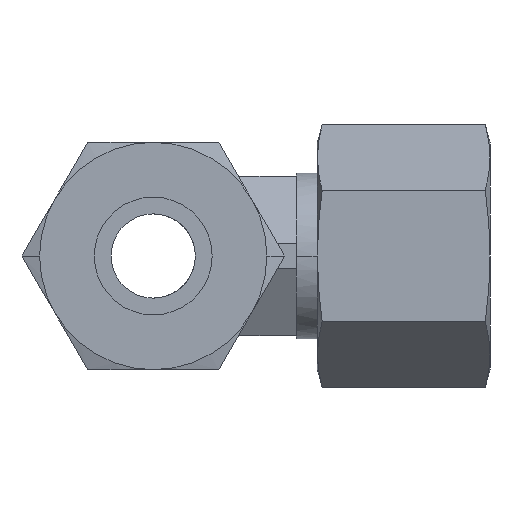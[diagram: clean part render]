
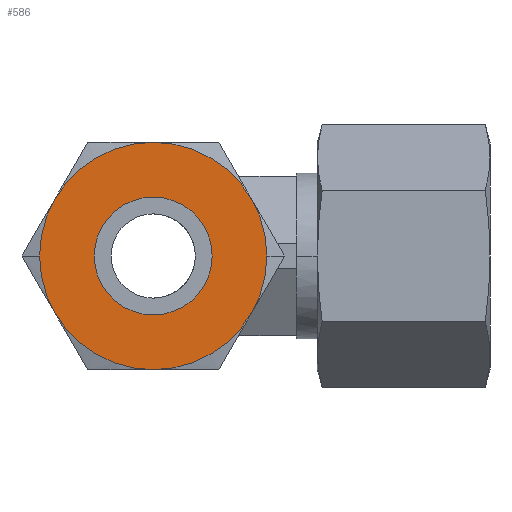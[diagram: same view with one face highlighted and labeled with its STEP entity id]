
A CAD part, left-side view. The second image highlights one B-rep face of the part: STEP entity #586.
In plain terms, the highlighted planar face has unit normal (-1, 0, 0).
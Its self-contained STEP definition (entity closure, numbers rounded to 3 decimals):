
#586 = ADVANCED_FACE( '', ( #1095, #1096 ), #1097, .T. );
#1095 = FACE_OUTER_BOUND( '', #1655, .T. );
#1096 = FACE_BOUND( '', #1656, .T. );
#1097 = PLANE( '', #1657 );
#1655 = EDGE_LOOP( '', ( #3416, #3417, #3418, #3419, #3420, #3421, #3422, #3423 ) );
#1656 = EDGE_LOOP( '', ( #3424, #3425 ) );
#1657 = AXIS2_PLACEMENT_3D( '', #3426, #3427, #3428 );
#3416 = ORIENTED_EDGE( '', *, *, #4257, .F. );
#3417 = ORIENTED_EDGE( '', *, *, #4258, .F. );
#3418 = ORIENTED_EDGE( '', *, *, #4253, .F. );
#3419 = ORIENTED_EDGE( '', *, *, #4254, .F. );
#3420 = ORIENTED_EDGE( '', *, *, #4214, .F. );
#3421 = ORIENTED_EDGE( '', *, *, #4255, .F. );
#3422 = ORIENTED_EDGE( '', *, *, #4256, .F. );
#3423 = ORIENTED_EDGE( '', *, *, #4210, .F. );
#3424 = ORIENTED_EDGE( '', *, *, #4264, .T. );
#3425 = ORIENTED_EDGE( '', *, *, #4194, .T. );
#3426 = CARTESIAN_POINT( '', ( -40., -10.25, 0. ) );
#3427 = DIRECTION( '', ( -1., 0., 0. ) );
#3428 = DIRECTION( '', ( 0., 1., 0. ) );
#4194 = EDGE_CURVE( '', #5053, #5050, #5054, .T. );
#4210 = EDGE_CURVE( '', #5078, #5081, #5082, .T. );
#4214 = EDGE_CURVE( '', #5087, #5085, #5089, .T. );
#4253 = EDGE_CURVE( '', #5105, #5124, #5150, .T. );
#4254 = EDGE_CURVE( '', #5085, #5105, #5151, .T. );
#4255 = EDGE_CURVE( '', #5137, #5087, #5152, .T. );
#4256 = EDGE_CURVE( '', #5081, #5137, #5153, .T. );
#4257 = EDGE_CURVE( '', #5117, #5078, #5154, .T. );
#4258 = EDGE_CURVE( '', #5124, #5117, #5155, .T. );
#4264 = EDGE_CURVE( '', #5050, #5053, #5161, .T. );
#5050 = VERTEX_POINT( '', #6464 );
#5053 = VERTEX_POINT( '', #6468 );
#5054 = CIRCLE( '', #6469, 7. );
#5078 = VERTEX_POINT( '', #6502 );
#5081 = VERTEX_POINT( '', #6506 );
#5082 = CIRCLE( '', #6507, 13.5 );
#5085 = VERTEX_POINT( '', #6519 );
#5087 = VERTEX_POINT( '', #6522 );
#5089 = CIRCLE( '', #6533, 13.5 );
#5105 = VERTEX_POINT( '', #6579 );
#5117 = VERTEX_POINT( '', #6629 );
#5124 = VERTEX_POINT( '', #6673 );
#5137 = VERTEX_POINT( '', #6750 );
#5150 = CIRCLE( '', #6800, 13.5 );
#5151 = CIRCLE( '', #6801, 13.5 );
#5152 = CIRCLE( '', #6802, 13.5 );
#5153 = CIRCLE( '', #6803, 13.5 );
#5154 = CIRCLE( '', #6804, 13.5 );
#5155 = CIRCLE( '', #6805, 13.5 );
#5161 = CIRCLE( '', #6811, 7. );
#6464 = CARTESIAN_POINT( '', ( -40., -7., 0. ) );
#6468 = CARTESIAN_POINT( '', ( -40., 7., 0. ) );
#6469 = AXIS2_PLACEMENT_3D( '', #7936, #7937, #7938 );
#6502 = CARTESIAN_POINT( '', ( -40., -13.5, 0. ) );
#6506 = CARTESIAN_POINT( '', ( -40., -11.691, -6.75 ) );
#6507 = AXIS2_PLACEMENT_3D( '', #7964, #7965, #7966 );
#6519 = CARTESIAN_POINT( '', ( -40., 13.5, 0. ) );
#6522 = CARTESIAN_POINT( '', ( -40., 11.691, -6.75 ) );
#6533 = AXIS2_PLACEMENT_3D( '', #7968, #7969, #7970 );
#6579 = CARTESIAN_POINT( '', ( -40., 11.691, 6.75 ) );
#6629 = CARTESIAN_POINT( '', ( -40., -11.691, 6.75 ) );
#6673 = CARTESIAN_POINT( '', ( -40., 0., 13.5 ) );
#6750 = CARTESIAN_POINT( '', ( -40., 0., -13.5 ) );
#6800 = AXIS2_PLACEMENT_3D( '', #8003, #8004, #8005 );
#6801 = AXIS2_PLACEMENT_3D( '', #8006, #8007, #8008 );
#6802 = AXIS2_PLACEMENT_3D( '', #8009, #8010, #8011 );
#6803 = AXIS2_PLACEMENT_3D( '', #8012, #8013, #8014 );
#6804 = AXIS2_PLACEMENT_3D( '', #8015, #8016, #8017 );
#6805 = AXIS2_PLACEMENT_3D( '', #8018, #8019, #8020 );
#6811 = AXIS2_PLACEMENT_3D( '', #8036, #8037, #8038 );
#7936 = CARTESIAN_POINT( '', ( -40., 0., 0. ) );
#7937 = DIRECTION( '', ( 1., 0., 0. ) );
#7938 = DIRECTION( '', ( 0., -1., 0. ) );
#7964 = CARTESIAN_POINT( '', ( -40., 0., 0. ) );
#7965 = DIRECTION( '', ( 1., 0., 0. ) );
#7966 = DIRECTION( '', ( 0., -1., 0. ) );
#7968 = CARTESIAN_POINT( '', ( -40., 0., 0. ) );
#7969 = DIRECTION( '', ( 1., 0., 0. ) );
#7970 = DIRECTION( '', ( 0., -1., 0. ) );
#8003 = CARTESIAN_POINT( '', ( -40., 0., 0. ) );
#8004 = DIRECTION( '', ( 1., 0., 0. ) );
#8005 = DIRECTION( '', ( 0., -1., 0. ) );
#8006 = CARTESIAN_POINT( '', ( -40., 0., 0. ) );
#8007 = DIRECTION( '', ( 1., 0., 0. ) );
#8008 = DIRECTION( '', ( 0., -1., 0. ) );
#8009 = CARTESIAN_POINT( '', ( -40., 0., 0. ) );
#8010 = DIRECTION( '', ( 1., 0., 0. ) );
#8011 = DIRECTION( '', ( 0., -1., 0. ) );
#8012 = CARTESIAN_POINT( '', ( -40., 0., 0. ) );
#8013 = DIRECTION( '', ( 1., 0., 0. ) );
#8014 = DIRECTION( '', ( 0., -1., 0. ) );
#8015 = CARTESIAN_POINT( '', ( -40., 0., 0. ) );
#8016 = DIRECTION( '', ( 1., 0., 0. ) );
#8017 = DIRECTION( '', ( 0., -1., 0. ) );
#8018 = CARTESIAN_POINT( '', ( -40., 0., 0. ) );
#8019 = DIRECTION( '', ( 1., 0., 0. ) );
#8020 = DIRECTION( '', ( 0., -1., 0. ) );
#8036 = CARTESIAN_POINT( '', ( -40., 0., 0. ) );
#8037 = DIRECTION( '', ( 1., 0., 0. ) );
#8038 = DIRECTION( '', ( 0., -1., 0. ) );
